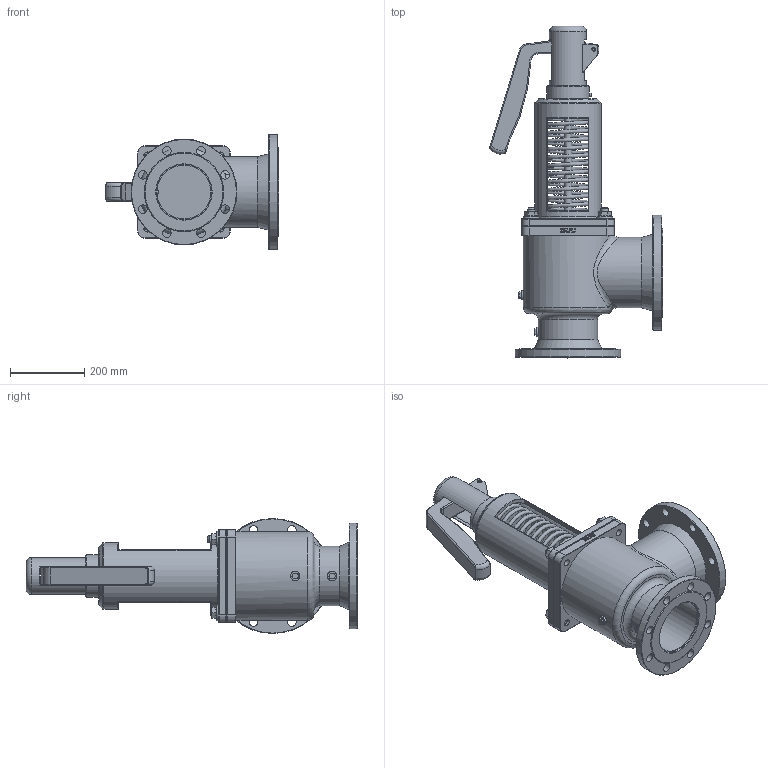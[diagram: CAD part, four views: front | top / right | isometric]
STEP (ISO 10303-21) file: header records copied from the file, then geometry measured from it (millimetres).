
FILE_DESCRIPTION(/* description */ (''),/* implementation_level */ '2;1');
FILE_NAME(/* name */ 'DN150-175_3D_STEP.stp',/* time_stamp */ '2023-12-21T13:14:23+03:00',/* author */ ('igorr'),/* organization */ (''),/* preprocessor_version */ 'ST-DEVELOPER v19.2',/* originating_system */ 'Autodesk Inventor 2023',/* authorisation */ '');
FILE_SCHEMA (('AUTOMOTIVE_DESIGN { 1 0 10303 214 3 1 1 }'));
Length unit declared in the file: millimetre
Products named in the file (9): Сборка; Деталь1; Деталь3; Деталь4; Деталь5; Деталь2; AS 1110 - M10 x 16; AS 1421 - M20 x 60 засверленный 
конец; DIN 6923 - M20
Assembly tree (15 placements, depth 2):
  Сборка
    Деталь1
    Деталь3
    Деталь4
    Деталь5
    Деталь2
    AS 1110 - M10 x 16  x2
    AS 1421 - M20 x 60 засверленный 
конец  x4
    DIN 6923 - M20  x4
Bounding box: 466.65 x 895 x 310 mm (x, y, z)
Volume: 14639662 mm3; surface area: 1914517.3 mm2
Topology: 16 solids, 16 shells, 528 faces, 1235 edges, 776 vertices
Faces by surface type: plane 243, cylinder 127, cone 79, torus 47, bspline 32
Full cylindrical faces by diameter (mm): 7 x2, 10 x6, 10.192 x1, 12 x2, 15 x1, 16 x2, 17.294 x4, 18 x8, 20 x5, 23 x16, 25 x2, 30 x1, 85 x1, 95 x1, 100 x4, 106 x2, 110 x1, 115 x1, 145.559 x1, 150 x2, 160 x3, 170 x1, 175 x1, 180 x2, 190 x1, 200 x1, 285 x1, 310 x1
Entity records: 19185 total; most frequent: CARTESIAN_POINT 9361, DIRECTION 1927, ORIENTED_EDGE 1832, EDGE_CURVE 916, AXIS2_PLACEMENT_3D 761, VERTEX_POINT 584, EDGE_LOOP 500, LINE 405
